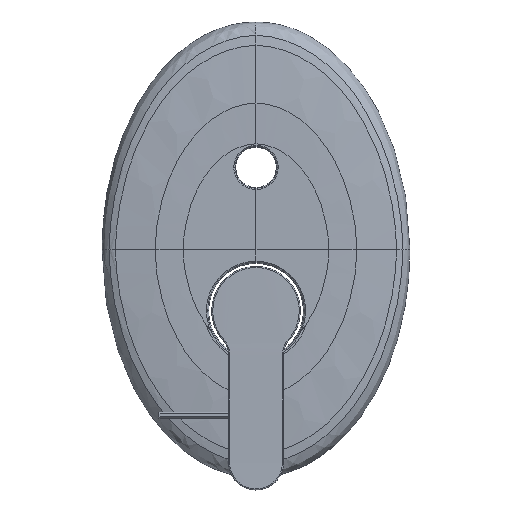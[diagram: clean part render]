
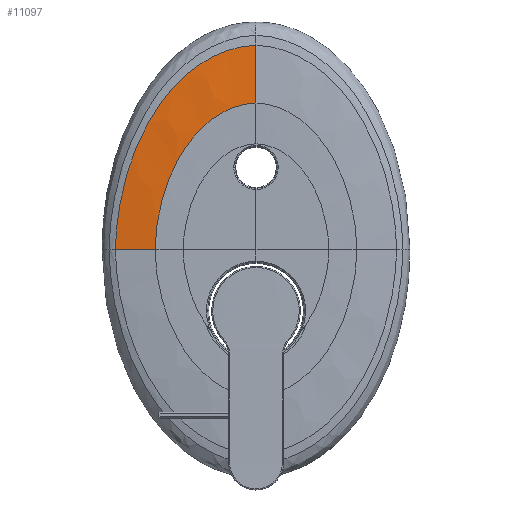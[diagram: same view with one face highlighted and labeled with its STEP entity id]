
A CAD part, top view. The second image highlights one B-rep face of the part: STEP entity #11097.
In plain terms, the highlighted free-form (B-spline) face has degree [3, 3] with [7, 4] control points.
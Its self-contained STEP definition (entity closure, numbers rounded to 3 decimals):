
#8320=CARTESIAN_POINT('',(-66.705,7.403,0.));
#8321=CARTESIAN_POINT('',(-60.477,8.416,0.));
#8322=CARTESIAN_POINT('',(-54.201,9.135,0.));
#8323=CARTESIAN_POINT('',(-47.904,9.555,0.));
#8328=CARTESIAN_POINT('',(0.,10.,-69.577));
#8329=CARTESIAN_POINT('',(-6.141,9.963,
-69.349));
#8330=CARTESIAN_POINT('',(-18.421,9.889,
-65.413));
#8331=CARTESIAN_POINT('',(-34.141,9.778,
-49.863));
#8332=CARTESIAN_POINT('',(-44.871,9.667,
-26.929));
#8333=CARTESIAN_POINT('',(-47.678,9.592,
-8.978));
#8334=CARTESIAN_POINT('',(-47.904,9.555,0.));
#8342=CARTESIAN_POINT('',(-66.705,7.403,0.));
#8347=CARTESIAN_POINT('',(0.,8.114,-96.979));
#8348=CARTESIAN_POINT('',(-8.557,8.055,
-96.668));
#8349=CARTESIAN_POINT('',(-25.667,7.936,
-91.192));
#8350=CARTESIAN_POINT('',(-47.567,7.758,
-69.52));
#8351=CARTESIAN_POINT('',(-62.505,7.58,
-37.546));
#8352=CARTESIAN_POINT('',(-66.399,7.462,
-12.517));
#8353=CARTESIAN_POINT('',(-66.705,7.403,0.));
#8410=CARTESIAN_POINT('',(0.,8.114,-96.979));
#8434=CARTESIAN_POINT('',(0.,8.114,-96.979));
#8435=CARTESIAN_POINT('',(0.,9.369,-87.902));
#8436=CARTESIAN_POINT('',(0.,10.,-78.74));
#8437=CARTESIAN_POINT('',(0.,10.,-69.577));
#8794=VERTEX_POINT('',#8410);
#8795=VERTEX_POINT('',#8437);
#8809=VERTEX_POINT('',#8342);
#8810=VERTEX_POINT('',#8323);
#11059=CARTESIAN_POINT('',(1.289,8.085,
-97.279));
#11060=CARTESIAN_POINT('',(1.166,9.381,
-88.021));
#11061=CARTESIAN_POINT('',(1.043,10.024,
-78.672));
#11062=CARTESIAN_POINT('',(0.919,10.005,
-69.323));
#11063=CARTESIAN_POINT('',(-7.72,8.023,
-97.209));
#11064=CARTESIAN_POINT('',(-6.984,9.298,
-87.951));
#11065=CARTESIAN_POINT('',(-6.245,9.948,
-78.608));
#11066=CARTESIAN_POINT('',(-5.503,9.967,
-69.267));
#11067=CARTESIAN_POINT('',(-25.372,7.903,
-91.811));
#11068=CARTESIAN_POINT('',(-22.954,9.134,
-83.057));
#11069=CARTESIAN_POINT('',(-20.523,9.799,
-74.235));
#11070=CARTESIAN_POINT('',(-18.087,9.894,
-65.413));
#11071=CARTESIAN_POINT('',(-47.701,7.724,
-69.715));
#11072=CARTESIAN_POINT('',(-43.156,8.891,
-63.062));
#11073=CARTESIAN_POINT('',(-38.587,9.579,
-56.364));
#11074=CARTESIAN_POINT('',(-34.007,9.784,
-49.666));
#11075=CARTESIAN_POINT('',(-62.851,7.546,
-37.286));
#11076=CARTESIAN_POINT('',(-56.869,8.649,
-33.726));
#11077=CARTESIAN_POINT('',(-50.85,9.36,
-30.144));
#11078=CARTESIAN_POINT('',(-44.816,9.675,
-26.562));
#11079=CARTESIAN_POINT('',(-66.716,7.427,
-11.692));
#11080=CARTESIAN_POINT('',(-60.376,8.486,
-10.576));
#11081=CARTESIAN_POINT('',(-53.989,9.212,
-9.452));
#11082=CARTESIAN_POINT('',(-47.584,9.601,
-8.329));
#11083=CARTESIAN_POINT('',(-66.917,7.366,
1.289));
#11084=CARTESIAN_POINT('',(-60.563,8.404,
1.166));
#11085=CARTESIAN_POINT('',(-54.159,9.138,
1.042));
#11086=CARTESIAN_POINT('',(-47.735,9.564,
0.918));
#11087=B_SPLINE_SURFACE_WITH_KNOTS('',3,3,((#11059,#11060,#11061,#11062),
(#11063,#11064,#11065,#11066),(#11067,#11068,#11069,#11070),(#11071,#11072,
#11073,#11074),(#11075,#11076,#11077,#11078),(#11079,#11080,#11081,#11082),(
#11083,#11084,#11085,#11086)),.UNSPECIFIED.,.F.,.F.,.F.,(4,1,1,1,4),(4,4),(
-0.013,0.25,0.5,0.75,1.009),(0.134,
0.384),.UNSPECIFIED.);
#11088=ORIENTED_EDGE('',*,*,#11049,.F.);
#11090=ORIENTED_EDGE('',*,*,#11089,.F.);
#11092=ORIENTED_EDGE('',*,*,#11091,.T.);
#11094=ORIENTED_EDGE('',*,*,#11093,.T.);
#11095=EDGE_LOOP('',(#11088,#11090,#11092,#11094));
#11096=FACE_OUTER_BOUND('',#11095,.F.);
#11097=ADVANCED_FACE('',(#11096),#11087,.T.);
#8324=B_SPLINE_CURVE_WITH_KNOTS('',3,(#8320,#8321,#8322,#8323),.UNSPECIFIED.,
.F.,.F.,(4,4),(0.,1.),.UNSPECIFIED.);
#8335=B_SPLINE_CURVE_WITH_KNOTS('',3,(#8328,#8329,#8330,#8331,#8332,#8333,
#8334),.UNSPECIFIED.,.F.,.F.,(4,1,1,1,4),(0.,0.25,0.5,0.75,1.),
.UNSPECIFIED.);
#8354=B_SPLINE_CURVE_WITH_KNOTS('',3,(#8347,#8348,#8349,#8350,#8351,#8352,
#8353),.UNSPECIFIED.,.F.,.F.,(4,1,1,1,4),(0.,0.25,0.5,0.75,1.),
.UNSPECIFIED.);
#8438=B_SPLINE_CURVE_WITH_KNOTS('',3,(#8434,#8435,#8436,#8437),.UNSPECIFIED.,
.F.,.F.,(4,4),(0.,1.),.UNSPECIFIED.);
#11049=EDGE_CURVE('',#8809,#8810,#8324,.T.);
#11089=EDGE_CURVE('',#8794,#8809,#8354,.T.);
#11091=EDGE_CURVE('',#8794,#8795,#8438,.T.);
#11093=EDGE_CURVE('',#8795,#8810,#8335,.T.);
